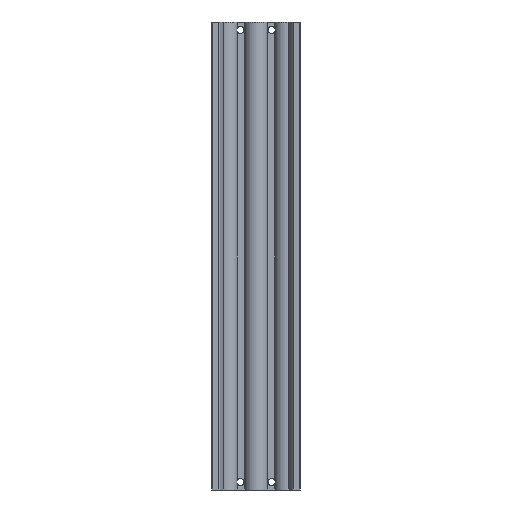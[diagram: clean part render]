
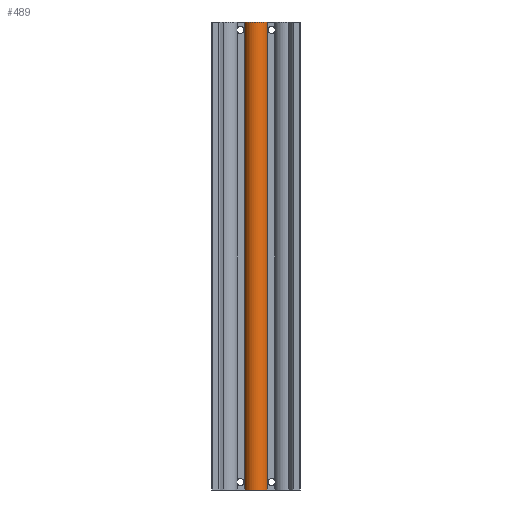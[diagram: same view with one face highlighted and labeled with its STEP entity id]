
A CAD part, front view. The second image highlights one B-rep face of the part: STEP entity #489.
In plain terms, the highlighted cylindrical face has radius 8.725 mm (diameter 17.45 mm), a partial arc.
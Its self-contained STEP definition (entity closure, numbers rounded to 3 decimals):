
#489 = ADVANCED_FACE ( 'NONE', ( #5862 ), #5863, .T. ) ;
#2034 = EDGE_LOOP ( 'NONE', ( #4186, #4187, #4188, #4189 ) ) ;
#2670 = EDGE_CURVE ( 'NONE', #3269, #3268, #8126, .T. ) ;
#2730 = EDGE_CURVE ( 'NONE', #3322, #3323, #8217, .T. ) ;
#2858 = EDGE_CURVE ( 'NONE', #3322, #3269, #15412, .T. ) ;
#2859 = EDGE_CURVE ( 'NONE', #3323, #3268, #15414, .T. ) ;
#3268 = VERTEX_POINT ( 'NONE', #15799 ) ;
#3269 = VERTEX_POINT ( 'NONE', #15800 ) ;
#3322 = VERTEX_POINT ( 'NONE', #15853 ) ;
#3323 = VERTEX_POINT ( 'NONE', #15854 ) ;
#3840 = AXIS2_PLACEMENT_3D ( 'NONE', #6386, #6387, #6388 ) ;
#4186 = ORIENTED_EDGE ( 'NONE', *, *, #2670, .T. ) ;
#4187 = ORIENTED_EDGE ( 'NONE', *, *, #2859, .F. ) ;
#4188 = ORIENTED_EDGE ( 'NONE', *, *, #2730, .F. ) ;
#4189 = ORIENTED_EDGE ( 'NONE', *, *, #2858, .T. ) ;
#5862 = FACE_OUTER_BOUND ( 'NONE', #2034, .T. ) ;
#5863 = CYLINDRICAL_SURFACE ( 'NONE', #3840, 8.725 ) ;
#6386 = CARTESIAN_POINT ( 'NONE',  ( 0., -2.5, 358.5 ) ) ;
#6387 = DIRECTION ( 'NONE',  ( 0., 0., -1. ) ) ;
#6388 = DIRECTION ( 'NONE',  ( -1., 0., 0. ) ) ;
#8126 = CIRCLE ( 'NONE', #10557, 8.725 ) ;
#8217 = CIRCLE ( 'NONE', #10574, 8.725 ) ;
#10557 = AXIS2_PLACEMENT_3D ( 'NONE', #14483, #14484, #14485 ) ;
#10574 = AXIS2_PLACEMENT_3D ( 'NONE', #14706, #14707, #14708 ) ;
#14483 = CARTESIAN_POINT ( 'NONE',  ( 0., -2.5, 0. ) ) ;
#14484 = DIRECTION ( 'NONE',  ( 0., 0., 1. ) ) ;
#14485 = DIRECTION ( 'NONE',  ( 1., 0., 0. ) ) ;
#14706 = CARTESIAN_POINT ( 'NONE',  ( 0., -2.5, 358.5 ) ) ;
#14707 = DIRECTION ( 'NONE',  ( 0., 0., 1. ) ) ;
#14708 = DIRECTION ( 'NONE',  ( 1., 0., 0. ) ) ;
#15057 = CARTESIAN_POINT ( 'NONE',  ( -8.725, -2.5, 358.5 ) ) ;
#15058 = DIRECTION ( 'NONE',  ( 0., 0., -1. ) ) ;
#15059 = CARTESIAN_POINT ( 'NONE',  ( 8.725, -2.5, 358.5 ) ) ;
#15060 = DIRECTION ( 'NONE',  ( 0., 0., -1. ) ) ;
#15412 = LINE ( 'NONE', #15057, #15413 ) ;
#15413 = VECTOR ( 'NONE', #15058, 1000. ) ;
#15414 = LINE ( 'NONE', #15059, #15415 ) ;
#15415 = VECTOR ( 'NONE', #15060, 1000. ) ;
#15799 = CARTESIAN_POINT ( 'NONE',  ( 8.725, -2.5, 0. ) ) ;
#15800 = CARTESIAN_POINT ( 'NONE',  ( -8.725, -2.5, 0. ) ) ;
#15853 = CARTESIAN_POINT ( 'NONE',  ( -8.725, -2.5, 358.5 ) ) ;
#15854 = CARTESIAN_POINT ( 'NONE',  ( 8.725, -2.5, 358.5 ) ) ;
